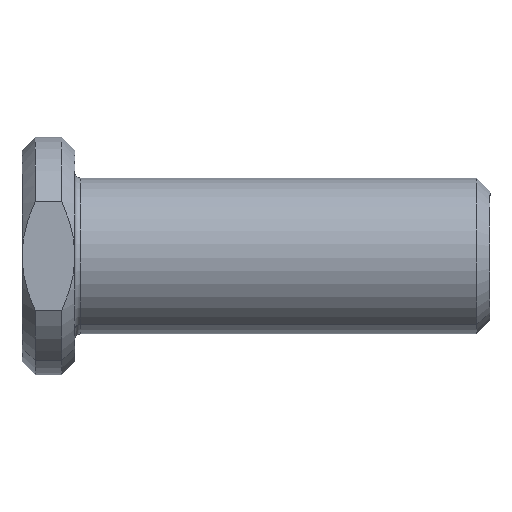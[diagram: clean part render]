
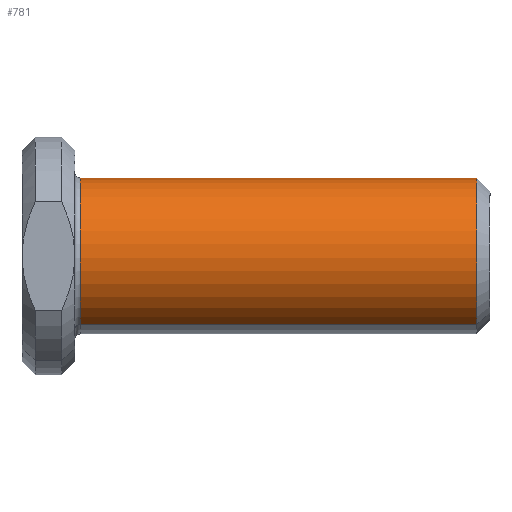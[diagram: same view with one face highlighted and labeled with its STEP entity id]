
A CAD part, left-side view. The second image highlights one B-rep face of the part: STEP entity #781.
In plain terms, the highlighted cylindrical face has radius 5.9 mm (diameter 11.8 mm), a partial arc.
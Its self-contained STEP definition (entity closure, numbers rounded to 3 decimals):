
#299=CARTESIAN_POINT('Vertex',(2.829,1.,5.178)) ;
#315=CARTESIAN_POINT('Vertex',(-2.829,1.,-5.178)) ;
#340=CARTESIAN_POINT('Axis2P3D Location',(0.,1.,0.)) ;
#739=CARTESIAN_POINT('Axis2P3D Location',(0.,17.7,0.)) ;
#744=CARTESIAN_POINT('Line Origine',(2.829,15.7,5.178)) ;
#748=CARTESIAN_POINT('Vertex',(2.829,31.,5.178)) ;
#751=CARTESIAN_POINT('Line Origine',(-2.829,15.7,-5.178)) ;
#755=CARTESIAN_POINT('Vertex',(-2.829,31.,-5.178)) ;
#770=CARTESIAN_POINT('Axis2P3D Location',(0.,31.,0.)) ;
#341=DIRECTION('Axis2P3D Direction',(0.,1.,0.)) ;
#740=DIRECTION('Axis2P3D Direction',(0.,1.,0.)) ;
#741=DIRECTION('Axis2P3D XDirection',(0.479,-0.,0.878)) ;
#745=DIRECTION('Vector Direction',(0.,1.,0.)) ;
#752=DIRECTION('Vector Direction',(0.,1.,0.)) ;
#771=DIRECTION('Axis2P3D Direction',(0.,1.,0.)) ;
#342=AXIS2_PLACEMENT_3D('Circle Axis2P3D',#340,#341,$) ;
#742=AXIS2_PLACEMENT_3D('Cylinder Axis2P3D',#739,#740,#741) ;
#772=AXIS2_PLACEMENT_3D('Circle Axis2P3D',#770,#771,$) ;
#776=ORIENTED_EDGE('',*,*,#757,.T.) ;
#777=ORIENTED_EDGE('',*,*,#344,.T.) ;
#778=ORIENTED_EDGE('',*,*,#750,.F.) ;
#779=ORIENTED_EDGE('',*,*,#774,.T.) ;
#746=VECTOR('Line Direction',#745,1.) ;
#753=VECTOR('Line Direction',#752,1.) ;
#781=ADVANCED_FACE('Corps principal',(#780),#743,.T.) ;
#343=CIRCLE('generated circle',#342,5.9) ;
#773=CIRCLE('generated circle',#772,5.9) ;
#743=CYLINDRICAL_SURFACE('generated cylinder',#742,5.9) ;
#344=EDGE_CURVE('',#316,#300,#343,.T.) ;
#750=EDGE_CURVE('',#749,#300,#747,.F.) ;
#757=EDGE_CURVE('',#756,#316,#754,.F.) ;
#774=EDGE_CURVE('',#749,#756,#773,.F.) ;
#775=EDGE_LOOP('',(#776,#777,#778,#779)) ;
#780=FACE_OUTER_BOUND('',#775,.T.) ;
#747=LINE('Line',#744,#746) ;
#754=LINE('Line',#751,#753) ;
#300=VERTEX_POINT('',#299) ;
#316=VERTEX_POINT('',#315) ;
#749=VERTEX_POINT('',#748) ;
#756=VERTEX_POINT('',#755) ;
